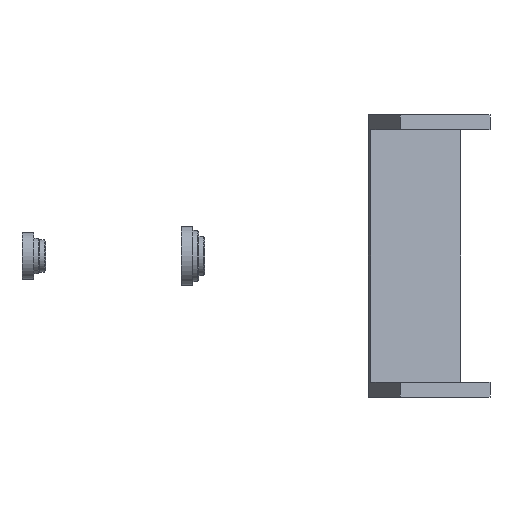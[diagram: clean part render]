
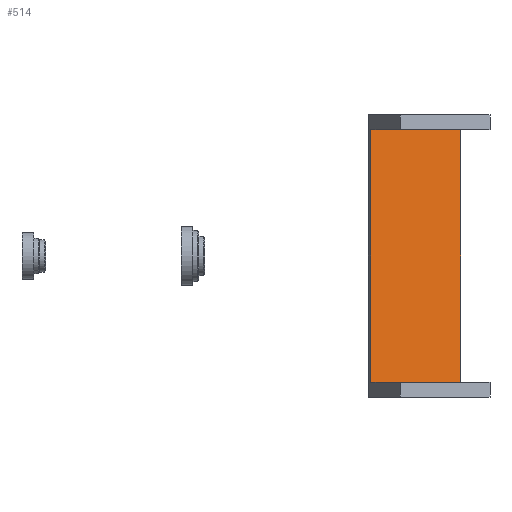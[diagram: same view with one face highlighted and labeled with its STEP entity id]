
A CAD part, left-side view. The second image highlights one B-rep face of the part: STEP entity #514.
In plain terms, the highlighted planar face has unit normal (-0.954, -0.301, 0).
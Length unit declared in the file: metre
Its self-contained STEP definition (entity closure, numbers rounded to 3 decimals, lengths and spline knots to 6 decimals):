
#103=ORIENTED_EDGE('',*,*,#218,.T.);
#104=ORIENTED_EDGE('',*,*,#219,.F.);
#105=ORIENTED_EDGE('',*,*,#220,.F.);
#106=ORIENTED_EDGE('',*,*,#216,.T.);
#216=EDGE_CURVE('',#272,#271,#317,.T.);
#218=EDGE_CURVE('',#271,#273,#319,.T.);
#219=EDGE_CURVE('',#274,#273,#320,.T.);
#220=EDGE_CURVE('',#272,#274,#321,.T.);
#271=VERTEX_POINT('',#871);
#272=VERTEX_POINT('',#873);
#273=VERTEX_POINT('',#877);
#274=VERTEX_POINT('',#879);
#317=LINE('',#872,#349);
#319=LINE('',#876,#351);
#320=LINE('',#878,#352);
#321=LINE('',#880,#353);
#349=VECTOR('',#696,1.);
#351=VECTOR('',#700,1.);
#352=VECTOR('',#701,1.);
#353=VECTOR('',#702,1.);
#371=EDGE_LOOP('',(#103,#104,#105,#106));
#435=FACE_BOUND('',#371,.T.);
#494=PLANE('',#594);
#514=ADVANCED_FACE('',(#435),#494,.F.);
#594=AXIS2_PLACEMENT_3D('',#875,#698,#699);
#696=DIRECTION('',(0.301,-0.954,0.));
#698=DIRECTION('',(0.954,0.301,0.));
#699=DIRECTION('',(0.,0.,1.));
#700=DIRECTION('',(0.,0.,1.));
#701=DIRECTION('',(0.301,-0.954,0.));
#702=DIRECTION('',(0.,0.,1.));
#871=CARTESIAN_POINT('',(0.427272,0.181902,-0.1075));
#872=CARTESIAN_POINT('',(0.403215,0.2582,-0.1075));
#873=CARTESIAN_POINT('',(0.403215,0.2582,-0.1075));
#875=CARTESIAN_POINT('',(0.403215,0.2582,0.));
#876=CARTESIAN_POINT('',(0.427272,0.181902,0.));
#877=CARTESIAN_POINT('',(0.427272,0.181902,0.1075));
#878=CARTESIAN_POINT('',(0.403215,0.2582,0.1075));
#879=CARTESIAN_POINT('',(0.403215,0.2582,0.1075));
#880=CARTESIAN_POINT('',(0.403215,0.2582,0.));
